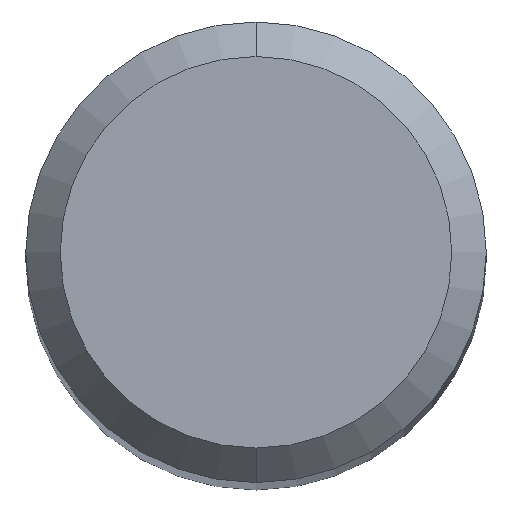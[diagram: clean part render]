
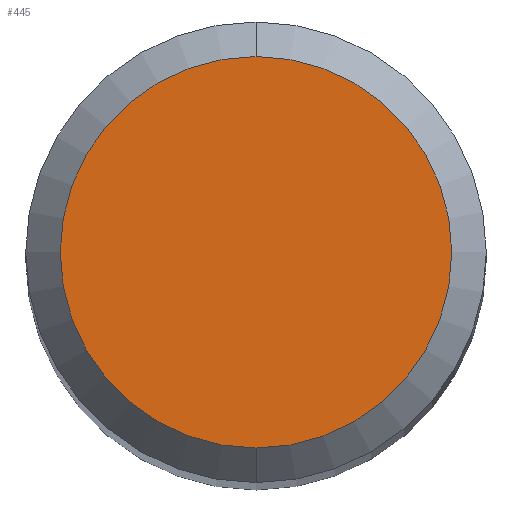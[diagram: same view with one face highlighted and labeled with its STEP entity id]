
A CAD part, top view. The second image highlights one B-rep face of the part: STEP entity #445.
In plain terms, the highlighted planar face has unit normal (0, 0, 1).
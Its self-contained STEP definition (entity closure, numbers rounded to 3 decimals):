
#197=VERTEX_POINT('',#513);
#275=VERTEX_POINT('',#603);
#293=EDGE_CURVE('',#197,#275,#625,.T.);
#347=EDGE_CURVE('',#275,#197,#685,.T.);
#445=ADVANCED_FACE('',(#790),#791,.T.);
#513=CARTESIAN_POINT('',(0.0,1.7,0.0));
#603=CARTESIAN_POINT('',(0.,-1.7,0.0));
#625=CIRCLE('',#1088,1.7);
#685=CIRCLE('',#1206,1.7);
#790=FACE_OUTER_BOUND('',#1400,.T.);
#791=PLANE('',#1401);
#1088=AXIS2_PLACEMENT_3D('',#1637,#1638,#1639);
#1206=AXIS2_PLACEMENT_3D('',#1712,#1713,#1714);
#1400=EDGE_LOOP('',(#1805,#1806));
#1401=AXIS2_PLACEMENT_3D('',#1807,#1808,#1809);
#1637=CARTESIAN_POINT('',(0.0,0.0,0.0));
#1638=DIRECTION('',(0.0,0.0,-1.0));
#1639=DIRECTION('',(0.0,1.0,0.0));
#1712=CARTESIAN_POINT('',(0.0,0.0,0.0));
#1713=DIRECTION('',(0.0,0.0,-1.0));
#1714=DIRECTION('',(0.0,1.0,0.0));
#1805=ORIENTED_EDGE('',*,*,#293,.F.);
#1806=ORIENTED_EDGE('',*,*,#347,.F.);
#1807=CARTESIAN_POINT('',(0.0,0.85,0.0));
#1808=DIRECTION('',(-0.0,0.0,1.0));
#1809=DIRECTION('',(0.0,-1.0,0.0));
